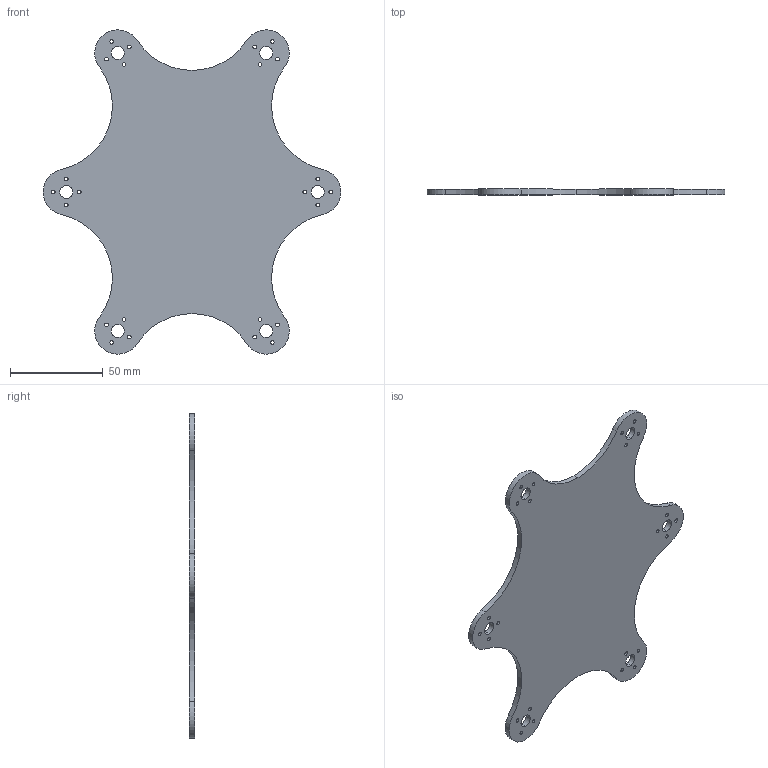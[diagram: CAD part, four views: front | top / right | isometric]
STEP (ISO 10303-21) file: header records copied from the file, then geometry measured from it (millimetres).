
FILE_DESCRIPTION (( 'STEP AP203' ), '1' );
FILE_NAME ('body_Default_sldprt.STEP', '2019-10-24T08:13:44', ( '' ), ( '' ), 'SwSTEP 2.0', 'SolidWorks 2019', '' );
FILE_SCHEMA (( 'CONFIG_CONTROL_DESIGN' ));
Length unit declared in the file: centimetre
Products named in the file (1): body_Default_sldprt
Bounding box: 160.68 x 3 x 175 mm (x, y, z)
Volume: 48265.6 mm3; surface area: 34972.9 mm2
Topology: 1 solids, 1 shells, 77 faces, 225 edges, 150 vertices
Faces by surface type: cylinder 75, plane 2
Entity records: 2846 total; most frequent: DIRECTION 531, CARTESIAN_POINT 453, ORIENTED_EDGE 450, AXIS2_PLACEMENT_3D 228, EDGE_CURVE 225, VERTEX_POINT 150, CIRCLE 150, EDGE_LOOP 137
